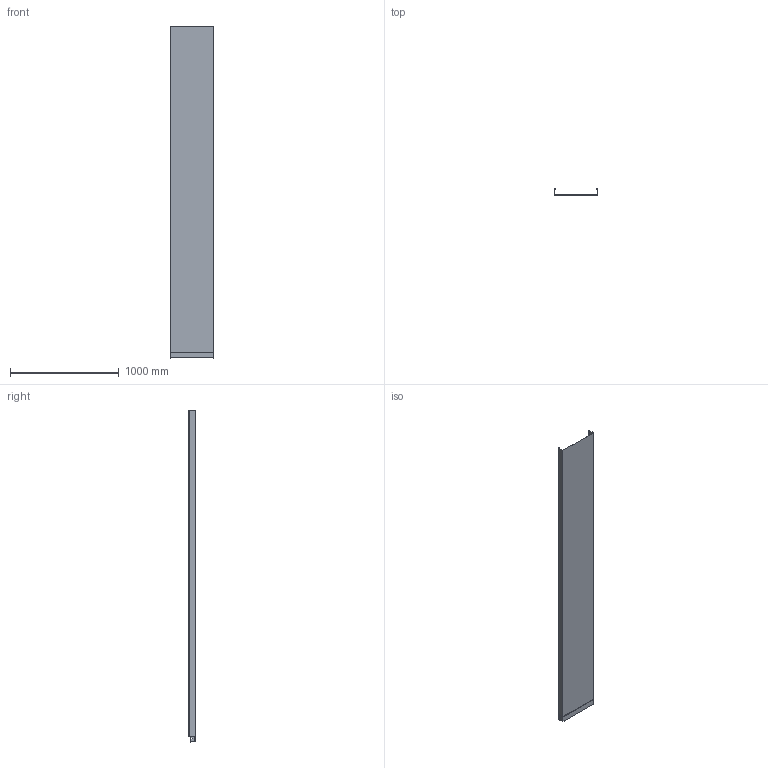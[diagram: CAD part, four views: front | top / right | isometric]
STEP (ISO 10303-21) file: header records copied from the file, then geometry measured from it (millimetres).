
FILE_DESCRIPTION (( 'STEP AP214' ), '1' );
FILE_NAME ('6048269.STEP', '2025-02-10T13:11:39', ( '' ), ( '' ), 'SwSTEP 2.0', 'SolidWorks 2024', '' );
FILE_SCHEMA (( 'AUTOMOTIVE_DESIGN' ));
Length unit declared in the file: millimetre
Products named in the file (1): 6048269
Bounding box: 403 x 61.2 x 3050.1 mm (x, y, z)
Volume: 1414944.2 mm3; surface area: 3335439.1 mm2
Topology: 1 solids, 1 shells, 104 faces, 250 edges, 148 vertices
Faces by surface type: plane 52, cylinder 24, torus 16, cone 8, sphere 4
Entity records: 3009 total; most frequent: CARTESIAN_POINT 555, DIRECTION 524, ORIENTED_EDGE 500, EDGE_CURVE 250, AXIS2_PLACEMENT_3D 181, LINE 162, VECTOR 162, VERTEX_POINT 148
